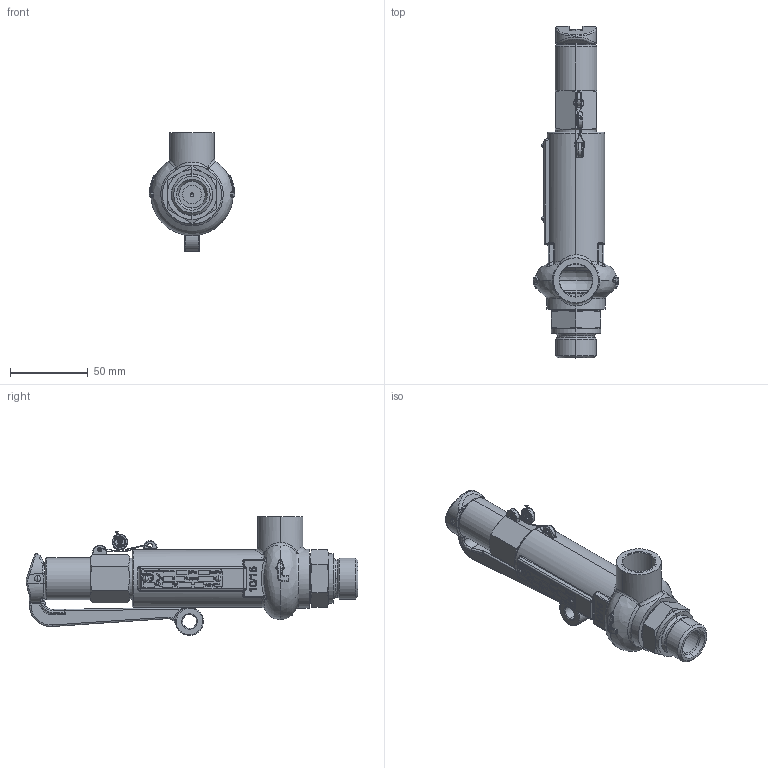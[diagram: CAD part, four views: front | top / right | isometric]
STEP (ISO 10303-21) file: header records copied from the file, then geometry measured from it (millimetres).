
FILE_DESCRIPTION (( 'STEP AP203' ), '1' );
FILE_NAME ('Typ_10-BG_I-head_A-G034-G012 .STEP', '2019-09-20T09:00:49', ( '' ), ( '' ), 'SwSTEP 2.0', 'SolidWorks 2016', '' );
FILE_SCHEMA (( 'CONFIG_CONTROL_DESIGN' ));
Length unit declared in the file: millimetre
Products named in the file (1): Typ_10-BG_I-head_A-G034-G012 
Bounding box: 54.97 x 213.96 x 76.64 mm (x, y, z)
Volume: 69839 mm3; surface area: 60281.5 mm2
Topology: 29 solids, 29 shells, 1844 faces, 4690 edges, 2960 vertices
Faces by surface type: bspline 778, plane 725, cylinder 277, cone 64
Entity records: 89944 total; most frequent: CARTESIAN_POINT 50885, ORIENTED_EDGE 9310, DIRECTION 6067, EDGE_CURVE 4655, VERTEX_POINT 2960, LINE 2177, VECTOR 2177, EDGE_LOOP 1979
